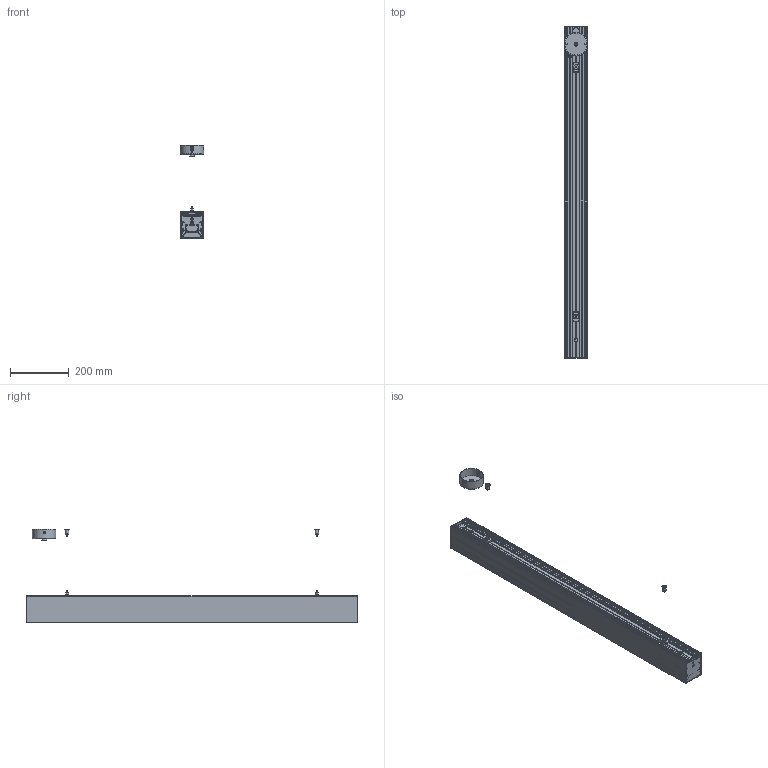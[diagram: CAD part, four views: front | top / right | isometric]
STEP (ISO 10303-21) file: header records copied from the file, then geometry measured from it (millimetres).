
FILE_DESCRIPTION(/* description */ ('This is a sample STEP configuration'),/* implementation_level */ '2;1');
FILE_NAME(/* name */ '728-202041xxxxxx SIMPLE.ipt_Rev_00.4.stp',/* time_stamp */ '2023-04-04T09:18:12+02:00',/* author */ ('powerJobs'),/* organization */ ('coolOrange'),/* preprocessor_version */ 'ST-DEVELOPER v19.2',/* originating_system */ 'Autodesk Inventor 2023',/* authorisation */ '');
FILE_SCHEMA (('AUTOMOTIVE_DESIGN { 1 0 10303 214 3 1 1 }'));
Products named in the file (1): ENG000018595
Bounding box: 80.3 x 1130.5 x 317 mm (x, y, z)
Volume: 1415838.1 mm3; surface area: 1509419.4 mm2
Topology: 4 solids, 4 shells, 2538 faces, 6584 edges, 4071 vertices
Faces by surface type: cylinder 1089, plane 922, bspline 256, torus 112, cone 81, sphere 78
Full cylindrical faces by diameter (mm): 3.2 x5, 3.242 x1, 3.5 x2, 3.9 x2, 4 x3, 4.134 x1, 4.2 x1, 4.9 x2, 5 x4, 5.1 x2, 5.4 x2, 5.5 x2, 6 x1, 6.5 x1, 7.3 x1, 8 x2, 8.5 x2, 8.6 x2, 8.667 x2, 9.3 x2, 9.5 x2, 9.8 x2, 10 x2, 10.3 x2, 10.5 x2, 11.5 x1, 12 x5, 12.85 x2, 13 x1, 13.2 x1
Entity records: 85956 total; most frequent: CARTESIAN_POINT 23642, DIRECTION 13313, ORIENTED_EDGE 13130, EDGE_CURVE 6565, AXIS2_PLACEMENT_3D 5003, VERTEX_POINT 4071, LINE 3307, VECTOR 3307
